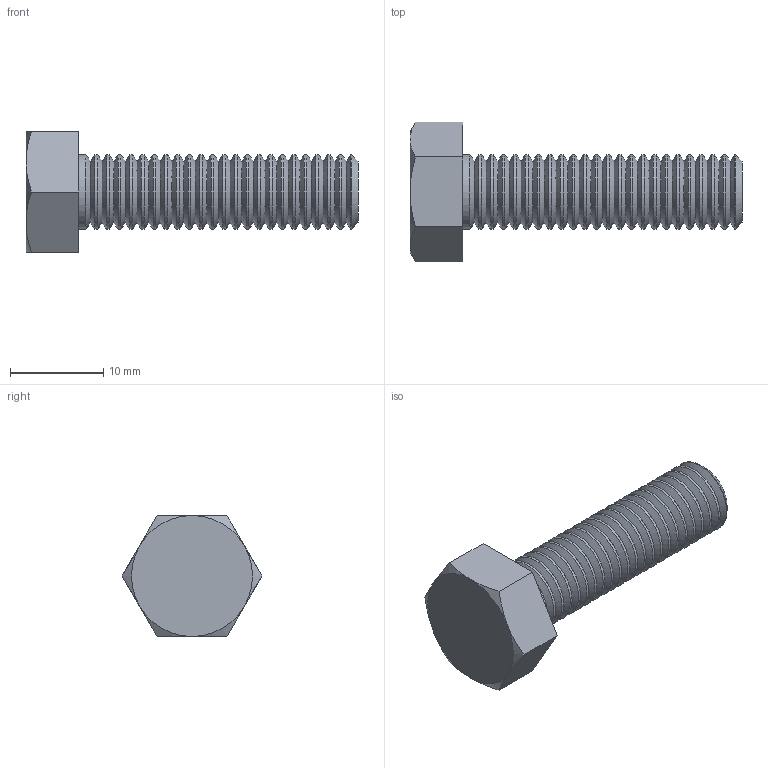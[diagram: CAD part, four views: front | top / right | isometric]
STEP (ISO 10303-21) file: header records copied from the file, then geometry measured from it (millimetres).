
FILE_DESCRIPTION (( 'STEP AP203' ), '1' );
FILE_NAME ('CLP1M-B-8-30 令腧 耱桡疣眄 󋔋0.STEP', '2016-02-10T12:48:24', ( '' ), ( '' ), 'SwSTEP 2.0', 'SolidWorks 2014', '' );
FILE_SCHEMA (( 'CONFIG_CONTROL_DESIGN' ));
Length unit declared in the file: millimetre
Products named in the file (1): CLP1M-B-8-30 令腧 耱桡疣眄 󋔋0
Bounding box: 35.67 x 15.01 x 13 mm (x, y, z)
Volume: 2148.6 mm3; surface area: 1616.1 mm2
Topology: 1 solids, 1 shells, 86 faces, 175 edges, 92 vertices
Faces by surface type: cone 53, cylinder 24, plane 9
Full cylindrical faces by diameter (mm): 8 x24
Entity records: 1933 total; most frequent: CARTESIAN_POINT 347, DIRECTION 342, ORIENTED_EDGE 204, AXIS2_PLACEMENT_3D 165, EDGE_LOOP 158, FACE_OUTER_BOUND 110, EDGE_CURVE 102, VERTEX_POINT 90
